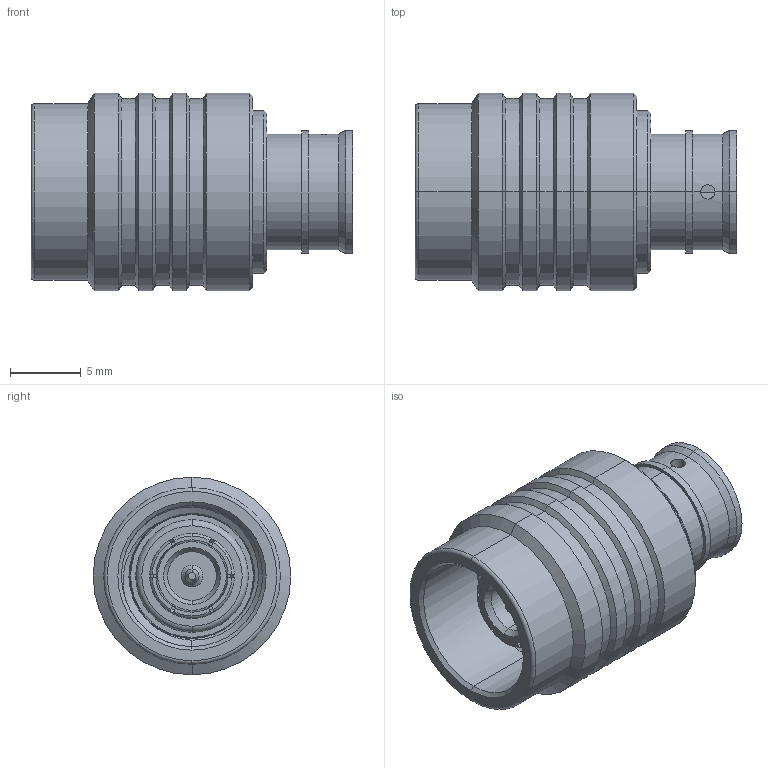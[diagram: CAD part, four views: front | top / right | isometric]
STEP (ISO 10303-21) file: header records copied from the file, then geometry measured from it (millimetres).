
FILE_DESCRIPTION (( 'STEP AP214' ), '1' );
FILE_NAME ('PE45672.step', '2021-01-28T21:24:39', ( '' ), ( '' ), 'SwSTEP 2.0', 'SolidWorks 2018', '' );
FILE_SCHEMA (( 'AUTOMOTIVE_DESIGN' ));
Length unit declared in the file: inch
Products named in the file (1): PE45672
Bounding box: 22.8 x 14 x 14 mm (x, y, z)
Volume: 1866.7 mm3; surface area: 2226.8 mm2
Topology: 1 solids, 1 shells, 186 faces, 455 edges, 281 vertices
Faces by surface type: plane 70, cylinder 60, cone 42, torus 11, bspline 3
Entity records: 6581 total; most frequent: CARTESIAN_POINT 2243, ORIENTED_EDGE 910, DIRECTION 902, EDGE_CURVE 455, AXIS2_PLACEMENT_3D 349, VERTEX_POINT 281, LINE 204, VECTOR 204
